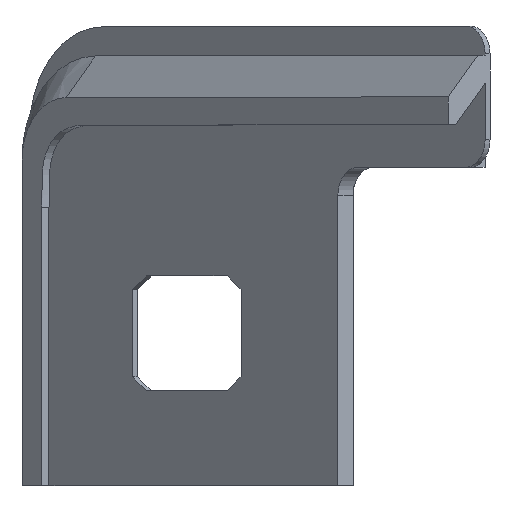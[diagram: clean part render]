
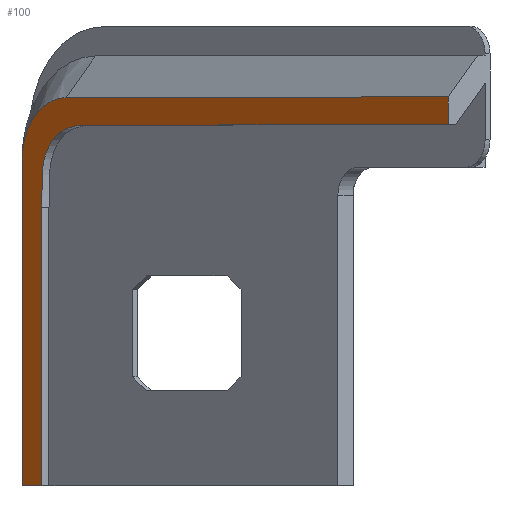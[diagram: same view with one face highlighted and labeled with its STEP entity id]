
A CAD part, top view. The second image highlights one B-rep face of the part: STEP entity #100.
In plain terms, the highlighted planar face has unit normal (-0.707, 0, 0.707).
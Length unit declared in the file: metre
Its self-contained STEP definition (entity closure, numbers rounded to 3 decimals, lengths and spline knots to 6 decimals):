
#100 = ADVANCED_FACE( '', ( #266 ), #267, .T. );
#266 = FACE_OUTER_BOUND( '', #500, .T. );
#267 = PLANE( '', #501 );
#500 = EDGE_LOOP( '', ( #801, #802, #803, #804, #805, #806, #807, #808 ) );
#501 = AXIS2_PLACEMENT_3D( '', #809, #810, #811 );
#801 = ORIENTED_EDGE( '', *, *, #1524, .T. );
#802 = ORIENTED_EDGE( '', *, *, #1525, .T. );
#803 = ORIENTED_EDGE( '', *, *, #1526, .T. );
#804 = ORIENTED_EDGE( '', *, *, #1527, .T. );
#805 = ORIENTED_EDGE( '', *, *, #1528, .T. );
#806 = ORIENTED_EDGE( '', *, *, #1529, .T. );
#807 = ORIENTED_EDGE( '', *, *, #1530, .T. );
#808 = ORIENTED_EDGE( '', *, *, #1531, .T. );
#809 = CARTESIAN_POINT( '', ( 0.000194, 0.10649, 0.012303 ) );
#810 = DIRECTION( '', ( -0.707, 0., 0.707 ) );
#811 = DIRECTION( '', ( 0., -1., 0. ) );
#1524 = EDGE_CURVE( '', #1809, #1810, #1811, .T. );
#1525 = EDGE_CURVE( '', #1810, #1812, #1813, .T. );
#1526 = EDGE_CURVE( '', #1812, #1814, #1815, .T. );
#1527 = EDGE_CURVE( '', #1814, #1816, #1817, .T. );
#1528 = EDGE_CURVE( '', #1816, #1818, #1819, .T. );
#1529 = EDGE_CURVE( '', #1818, #1820, #1821, .T. );
#1530 = EDGE_CURVE( '', #1820, #1822, #1823, .T. );
#1531 = EDGE_CURVE( '', #1822, #1809, #1824, .T. );
#1809 = VERTEX_POINT( '', #2230 );
#1810 = VERTEX_POINT( '', #2231 );
#1811 = LINE( '', #2232, #2233 );
#1812 = VERTEX_POINT( '', #2234 );
#1813 = CIRCLE( '', #2235, 0.01143 );
#1814 = VERTEX_POINT( '', #2236 );
#1815 = LINE( '', #2237, #2238 );
#1816 = VERTEX_POINT( '', #2239 );
#1817 = LINE( '', #2240, #2241 );
#1818 = VERTEX_POINT( '', #2242 );
#1819 = LINE( '', #2243, #2244 );
#1820 = VERTEX_POINT( '', #2245 );
#1821 = B_SPLINE_CURVE_WITH_KNOTS( '', 3, ( #2246, #2247, #2248, #2249, #2250, #2251, #2252, #2253, #2254, #2255, #2256, #2257, #2258, #2259, #2260, #2261, #2262, #2263, #2264, #2265, #2266 ), .UNSPECIFIED., .F., .F., ( 4, 1, 1, 1, 1, 1, 1, 1, 1, 1, 1, 1, 1, 1, 1, 1, 1, 1, 4 ), ( 0., 0.0625, 0.125, 0.1875, 0.25, 0.3125, 0.34375, 0.375, 0.4375, 0.5, 0.5625, 0.625, 0.6875, 0.75, 0.8125, 0.84375, 0.875, 0.9375, 1. ), .UNSPECIFIED. );
#1822 = VERTEX_POINT( '', #2267 );
#1823 = LINE( '', #2268, #2269 );
#1824 = LINE( '', #2270, #2271 );
#2230 = CARTESIAN_POINT( '', ( 0.055378, 0.11937, 0.067487 ) );
#2231 = CARTESIAN_POINT( '', ( -0.014576, 0.11937, -0.002467 ) );
#2232 = CARTESIAN_POINT( '', ( -0.006781, 0.11937, 0.005328 ) );
#2233 = VECTOR( '', #2891, 1. );
#2234 = CARTESIAN_POINT( '', ( -0.022658, 0.10794, -0.010549 ) );
#2235 = AXIS2_PLACEMENT_3D( '', #2892, #2893, #2894 );
#2236 = CARTESIAN_POINT( '', ( -0.022658, 0.048324, -0.010549 ) );
#2237 = CARTESIAN_POINT( '', ( -0.022658, 0.10649, -0.010549 ) );
#2238 = VECTOR( '', #2895, 1. );
#2239 = CARTESIAN_POINT( '', ( -0.019066, 0.048324, -0.006957 ) );
#2240 = CARTESIAN_POINT( '', ( 0.019519, 0.048324, 0.031628 ) );
#2241 = VECTOR( '', #2896, 1. );
#2242 = CARTESIAN_POINT( '', ( -0.019066, 0.099329, -0.006957 ) );
#2243 = CARTESIAN_POINT( '', ( -0.019066, 0.08732, -0.006957 ) );
#2244 = VECTOR( '', #2897, 1. );
#2245 = CARTESIAN_POINT( '', ( -0.008792, 0.11429, 0.003317 ) );
#2246 = CARTESIAN_POINT( '', ( -0.019066, 0.099329, -0.006957 ) );
#2247 = CARTESIAN_POINT( '', ( -0.019066, 0.100103, -0.006957 ) );
#2248 = CARTESIAN_POINT( '', ( -0.01907, 0.101574, -0.006961 ) );
#2249 = CARTESIAN_POINT( '', ( -0.019059, 0.103544, -0.00695 ) );
#2250 = CARTESIAN_POINT( '', ( -0.019, 0.105255, -0.006891 ) );
#2251 = CARTESIAN_POINT( '', ( -0.018863, 0.106747, -0.006754 ) );
#2252 = CARTESIAN_POINT( '', ( -0.018657, 0.107867, -0.006548 ) );
#2253 = CARTESIAN_POINT( '', ( -0.018425, 0.108718, -0.006316 ) );
#2254 = CARTESIAN_POINT( '', ( -0.018146, 0.109554, -0.006037 ) );
#2255 = CARTESIAN_POINT( '', ( -0.017708, 0.110561, -0.005599 ) );
#2256 = CARTESIAN_POINT( '', ( -0.017058, 0.111628, -0.004948 ) );
#2257 = CARTESIAN_POINT( '', ( -0.016297, 0.112525, -0.004188 ) );
#2258 = CARTESIAN_POINT( '', ( -0.01544, 0.113216, -0.003331 ) );
#2259 = CARTESIAN_POINT( '', ( -0.014506, 0.113713, -0.002397 ) );
#2260 = CARTESIAN_POINT( '', ( -0.013519, 0.114038, -0.00141 ) );
#2261 = CARTESIAN_POINT( '', ( -0.012655, 0.114187, -0.000546 ) );
#2262 = CARTESIAN_POINT( '', ( -0.011931, 0.114253, 0.000178 ) );
#2263 = CARTESIAN_POINT( '', ( -0.011186, 0.114289, 0.000923 ) );
#2264 = CARTESIAN_POINT( '', ( -0.010194, 0.114292, 0.001915 ) );
#2265 = CARTESIAN_POINT( '', ( -0.009279, 0.11429, 0.00283 ) );
#2266 = CARTESIAN_POINT( '', ( -0.008792, 0.11429, 0.003317 ) );
#2267 = CARTESIAN_POINT( '', ( 0.055378, 0.11429, 0.067487 ) );
#2268 = CARTESIAN_POINT( '', ( 0.01372, 0.11429, 0.025829 ) );
#2269 = VECTOR( '', #2898, 1. );
#2270 = CARTESIAN_POINT( '', ( 0.055378, 0.10649, 0.067487 ) );
#2271 = VECTOR( '', #2899, 1. );
#2891 = DIRECTION( '', ( -0.707, 0., -0.707 ) );
#2892 = CARTESIAN_POINT( '', ( -0.014576, 0.10794, -0.002467 ) );
#2893 = DIRECTION( '', ( -0.707, 0., 0.707 ) );
#2894 = DIRECTION( '', ( 0.707, 0., 0.707 ) );
#2895 = DIRECTION( '', ( 0., -1., 0. ) );
#2896 = DIRECTION( '', ( 0.707, 0., 0.707 ) );
#2897 = DIRECTION( '', ( 0., 1., 0. ) );
#2898 = DIRECTION( '', ( 0.707, 0., 0.707 ) );
#2899 = DIRECTION( '', ( 0., 1., 0. ) );
